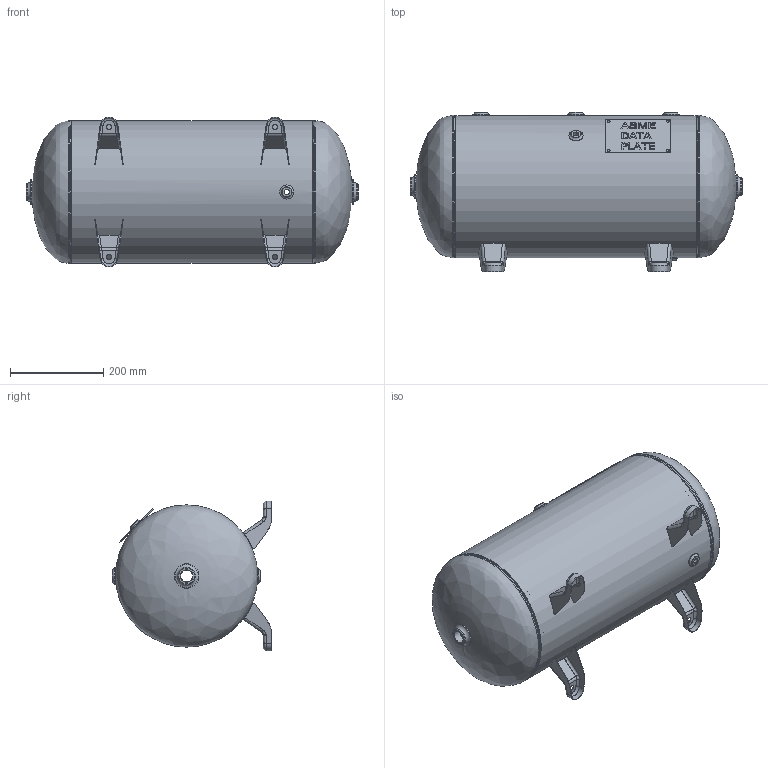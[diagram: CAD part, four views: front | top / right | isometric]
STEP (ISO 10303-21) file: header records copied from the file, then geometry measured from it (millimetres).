
FILE_DESCRIPTION(/* description */ ('12 X 27 200# HORZ ASME STOCK 12 GAL W/CHNL FEET'),/* implementation_level */ '2;1');
FILE_NAME(/* name */ 'SPVG_A10023.stp',/* time_stamp */ '2018-11-06T09:30:58-06:00',/* author */ ('kim.thoune'),/* organization */ (''),/* preprocessor_version */ 'ST-DEVELOPER v16.5',/* originating_system */ 'Autodesk Inventor 2017',/* authorisation */ '');
FILE_SCHEMA (('AUTOMOTIVE_DESIGN { 1 0 10303 214 3 1 1 }'));
Length unit declared in the file: inch
Products named in the file (12): A10023; A10023-1; A10023-2; H12094J; A10023-3; H12094J_1; F100750; 60-140; 64-053; S100060; F100250; F100500
Assembly tree (18 placements, depth 3):
  A10023
    A10023-1
    A10023-2
      H12094J
    A10023-3
      H12094J_1
    F100750  x2
    F100250  x2
    F100500  x3
    60-140
      64-053
    S100060  x4
Bounding box: 711.2 x 341.66 x 320.54 mm (x, y, z)
Volume: 1853610.7 mm3; surface area: 1577336.4 mm2
Topology: 15 solids, 15 shells, 431 faces, 1045 edges, 667 vertices
Faces by surface type: plane 213, cylinder 105, bspline 54, torus 46, cone 13
Full cylindrical faces by diameter (mm): 6.35 x4, 11.112 x4, 11.455 x2, 18.644 x3, 22.225 x1, 26.987 x4, 31.75 x3, 36.512 x2, 36.909 x2, 52.387 x2, 294.386 x2, 299.466 x3, 299.72 x2, 304.292 x1, 304.8 x2
Entity records: 9411 total; most frequent: CARTESIAN_POINT 2638, ORIENTED_EDGE 1296, DIRECTION 1228, EDGE_CURVE 648, VERTEX_POINT 451, LINE 450, VECTOR 450, AXIS2_PLACEMENT_3D 389
